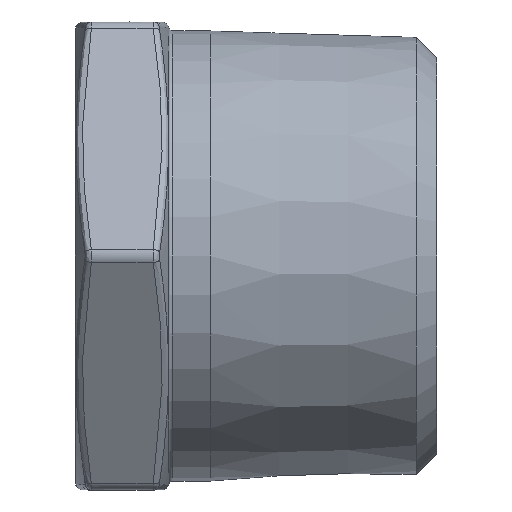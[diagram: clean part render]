
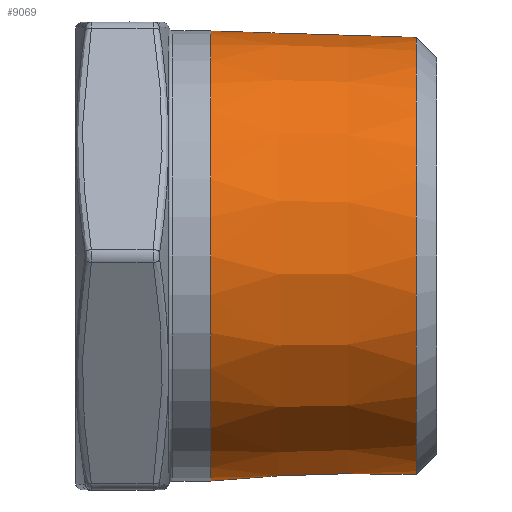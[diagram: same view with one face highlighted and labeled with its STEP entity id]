
A CAD part, front view. The second image highlights one B-rep face of the part: STEP entity #9069.
In plain terms, the highlighted conical face has half-angle 1.79 degrees and reference radius 16.625 mm.
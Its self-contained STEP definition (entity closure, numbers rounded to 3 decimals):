
#33 = DIRECTION ( 'NONE',  ( -1., 0., 0. ) ) ;
#1384 = CARTESIAN_POINT ( 'NONE',  ( 10.1, 0., 0. ) ) ;
#1406 = EDGE_LOOP ( 'NONE', ( #15669 ) ) ;
#1994 = DIRECTION ( 'NONE',  ( 0., 0., 1. ) ) ;
#2998 = EDGE_CURVE ( 'NONE', #12221, #12221, #14821, .T. ) ;
#3279 = CARTESIAN_POINT ( 'NONE',  ( 16.6, 0., 0. ) ) ;
#3616 = DIRECTION ( 'NONE',  ( 0., 0., 1. ) ) ;
#5669 = VERTEX_POINT ( 'NONE', #7228 ) ;
#5810 = CONICAL_SURFACE ( 'NONE', #6659, 16.625, 0.031 ) ;
#6659 = AXIS2_PLACEMENT_3D ( 'NONE', #3279, #13680, #1994 ) ;
#7073 = FACE_BOUND ( 'NONE', #11731, .T. ) ;
#7228 = CARTESIAN_POINT ( 'NONE',  ( 25.473, 0., 16.347 ) ) ;
#7366 = DIRECTION ( 'NONE',  ( 0., 0., 1. ) ) ;
#8137 = DIRECTION ( 'NONE',  ( -1., 0., 0. ) ) ;
#9069 = ADVANCED_FACE ( 'NONE', ( #7073, #16333 ), #5810, .T. ) ;
#9290 = EDGE_CURVE ( 'NONE', #5669, #5669, #14806, .T. ) ;
#11573 = AXIS2_PLACEMENT_3D ( 'NONE', #1384, #33, #3616 ) ;
#11731 = EDGE_LOOP ( 'NONE', ( #16497 ) ) ;
#12221 = VERTEX_POINT ( 'NONE', #14950 ) ;
#12895 = AXIS2_PLACEMENT_3D ( 'NONE', #14371, #8137, #7366 ) ;
#13680 = DIRECTION ( 'NONE',  ( -1., 0., 0. ) ) ;
#14371 = CARTESIAN_POINT ( 'NONE',  ( 25.473, 0., 0. ) ) ;
#14806 = CIRCLE ( 'NONE', #12895, 16.347 ) ;
#14821 = CIRCLE ( 'NONE', #11573, 16.828 ) ;
#14950 = CARTESIAN_POINT ( 'NONE',  ( 10.1, 0., 16.828 ) ) ;
#15669 = ORIENTED_EDGE ( 'NONE', *, *, #2998, .F. ) ;
#16333 = FACE_OUTER_BOUND ( 'NONE', #1406, .T. ) ;
#16497 = ORIENTED_EDGE ( 'NONE', *, *, #9290, .T. ) ;
